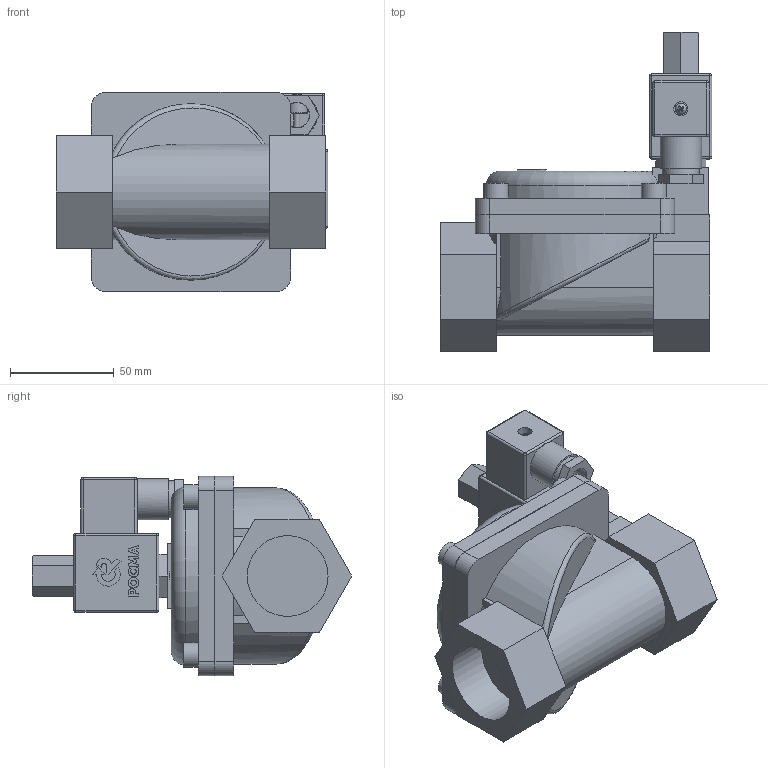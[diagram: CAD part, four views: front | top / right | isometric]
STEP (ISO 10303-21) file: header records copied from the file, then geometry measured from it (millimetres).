
FILE_DESCRIPTION(/* description */ ('СК-21-32-ВД'),/* implementation_level */ '2;1');
FILE_NAME(/* name */ 'СК-21-32-ВД.stp',/* time_stamp */ '2023-04-05T15:02:14+03:00',/* author */ ('Tech'),/* organization */ (''),/* preprocessor_version */ 'ST-DEVELOPER v18.1',/* originating_system */ 'Autodesk Inventor 2021',/* authorisation */ '');
FILE_SCHEMA (('AUTOMOTIVE_DESIGN { 1 0 10303 214 3 1 1 }'));
Length unit declared in the file: millimetre
Products named in the file (1): СК-21-32-ВД
Bounding box: 131 x 153.87 x 96 mm (x, y, z)
Volume: 573399.7 mm3; surface area: 85558.6 mm2
Topology: 3 solids, 3 shells, 359 faces, 917 edges, 600 vertices
Faces by surface type: plane 235, cylinder 92, cone 14, sphere 13, torus 3, bspline 2
Full cylindrical faces by diameter (mm): 2.584 x1, 3 x2, 4.5 x1, 5.115 x1, 5.5 x2, 6.8 x1, 10 x1, 10.25 x1, 12 x6, 12.3 x1, 13 x1, 16.5 x2, 16.7 x1, 18 x1, 20 x1, 38.952 x2
Entity records: 11141 total; most frequent: CARTESIAN_POINT 2247, ORIENTED_EDGE 1832, DIRECTION 1832, EDGE_CURVE 916, AXIS2_PLACEMENT_3D 611, LINE 610, VECTOR 610, VERTEX_POINT 600
